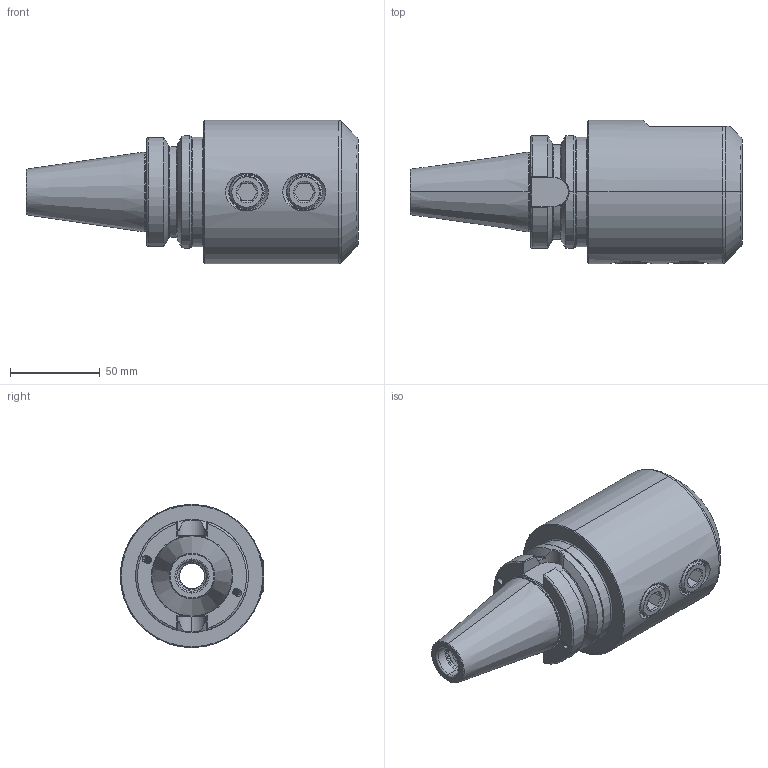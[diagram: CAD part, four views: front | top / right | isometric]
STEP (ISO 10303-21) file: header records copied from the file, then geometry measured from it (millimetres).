
FILE_DESCRIPTION (( 'STEP AP203' ), '1' );
FILE_NAME ('406.04.40.K.STEP', '2016-08-08T05:42:11', ( '' ), ( '' ), 'SwSTEP 2.0', 'SolidWorks 2012', '' );
FILE_SCHEMA (( 'CONFIG_CONTROL_DESIGN' ));
Length unit declared in the file: millimetre
Products named in the file (3): 406.04.40.K; 側固40_M20x2_25L
Assembly tree (3 placements, depth 2):
  406.04.40.K
    406.04.40.K
    側固40_M20x2_25L  x2
Bounding box: 185.4 x 80 x 80 mm (x, y, z)
Volume: 448089.4 mm3; surface area: 72106.5 mm2
Topology: 3 solids, 3 shells, 388 faces, 1056 edges, 677 vertices
Faces by surface type: cylinder 189, plane 72, torus 48, cone 45, bspline 34
Entity records: 28456 total; most frequent: CARTESIAN_POINT 20548, ORIENTED_EDGE 1868, DIRECTION 1321, EDGE_CURVE 934, VERTEX_POINT 600, AXIS2_PLACEMENT_3D 523, EDGE_LOOP 358, FACE_OUTER_BOUND 343
